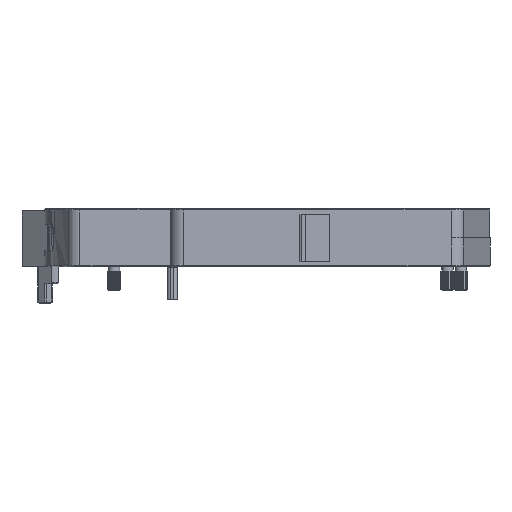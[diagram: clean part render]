
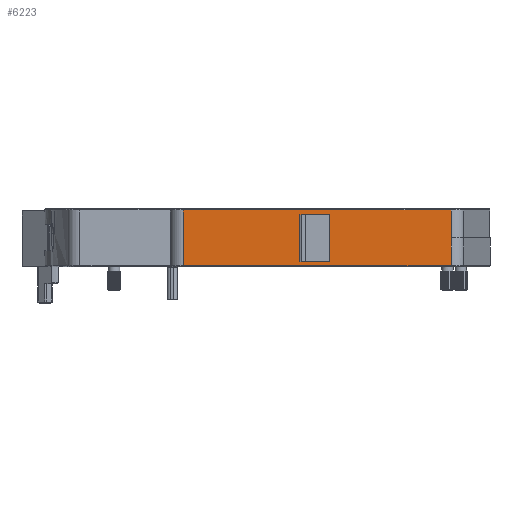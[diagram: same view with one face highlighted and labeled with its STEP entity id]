
A CAD part, left-side view. The second image highlights one B-rep face of the part: STEP entity #6223.
In plain terms, the highlighted planar face has unit normal (-1, 0, 0).
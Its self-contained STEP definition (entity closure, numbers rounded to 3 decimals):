
#1007 = EDGE_CURVE ( 'NONE', #4933, #39553, #16559, .T. ) ;
#2759 = DIRECTION ( 'NONE',  ( 0., 0., -1. ) ) ;
#3301 = EDGE_CURVE ( 'NONE', #28114, #39553, #35047, .T. ) ;
#3846 = CARTESIAN_POINT ( 'NONE',  ( -35.818, -14.756, -4.501 ) ) ;
#4581 = EDGE_LOOP ( 'NONE', ( #42684, #50934, #38831, #9914 ) ) ;
#4813 = CARTESIAN_POINT ( 'NONE',  ( -35.818, 9.377, -4.501 ) ) ;
#4933 = VERTEX_POINT ( 'NONE', #35055 ) ;
#6223 = ADVANCED_FACE ( 'NONE', ( #32740, #33056 ), #55892, .T. ) ;
#9914 = ORIENTED_EDGE ( 'NONE', *, *, #1007, .T. ) ;
#10460 = VECTOR ( 'NONE', #2759, 1000. ) ;
#11167 = VERTEX_POINT ( 'NONE', #18902 ) ;
#11255 = EDGE_CURVE ( 'NONE', #11167, #13289, #35794, .T. ) ;
#13156 = VERTEX_POINT ( 'NONE', #52536 ) ;
#13289 = VERTEX_POINT ( 'NONE', #50385 ) ;
#13389 = LINE ( 'NONE', #43269, #47750 ) ;
#13829 = EDGE_LOOP ( 'NONE', ( #14519, #28884, #44199, #28090, #39540, #20471 ) ) ;
#14519 = ORIENTED_EDGE ( 'NONE', *, *, #11255, .T. ) ;
#16161 = VECTOR ( 'NONE', #51450, 1000. ) ;
#16559 = LINE ( 'NONE', #51578, #16161 ) ;
#18502 = CARTESIAN_POINT ( 'NONE',  ( -35.818, -33.539, -4.301 ) ) ;
#18698 = VECTOR ( 'NONE', #49614, 1000. ) ;
#18902 = CARTESIAN_POINT ( 'NONE',  ( -35.818, 7.944, 4.299 ) ) ;
#19562 = VECTOR ( 'NONE', #31974, 1000. ) ;
#20252 = LINE ( 'NONE', #47826, #27509 ) ;
#20322 = VERTEX_POINT ( 'NONE', #27093 ) ;
#20471 = ORIENTED_EDGE ( 'NONE', *, *, #22434, .T. ) ;
#21045 = VECTOR ( 'NONE', #53502, 1000. ) ;
#21446 = DIRECTION ( 'NONE',  ( -1., 0., 0. ) ) ;
#21721 = EDGE_CURVE ( 'NONE', #13156, #36930, #20252, .T. ) ;
#21883 = EDGE_CURVE ( 'NONE', #20322, #13156, #13389, .T. ) ;
#21938 = CARTESIAN_POINT ( 'NONE',  ( -35.818, -33.539, -4.301 ) ) ;
#22370 = LINE ( 'NONE', #45565, #21045 ) ;
#22434 = EDGE_CURVE ( 'NONE', #42022, #11167, #51484, .T. ) ;
#22796 = DIRECTION ( 'NONE',  ( 0., -1., 0. ) ) ;
#23565 = CARTESIAN_POINT ( 'NONE',  ( -35.818, -10.131, 3.599 ) ) ;
#25792 = LINE ( 'NONE', #21938, #37277 ) ;
#26314 = VERTEX_POINT ( 'NONE', #39361 ) ;
#27093 = CARTESIAN_POINT ( 'NONE',  ( -35.818, -33.541, -0.001 ) ) ;
#27509 = VECTOR ( 'NONE', #47488, 1000. ) ;
#28090 = ORIENTED_EDGE ( 'NONE', *, *, #21883, .F. ) ;
#28114 = VERTEX_POINT ( 'NONE', #42257 ) ;
#28884 = ORIENTED_EDGE ( 'NONE', *, *, #31274, .T. ) ;
#29278 = DIRECTION ( 'NONE',  ( 0., 0., 1. ) ) ;
#29897 = EDGE_CURVE ( 'NONE', #28114, #26314, #51973, .T. ) ;
#31133 = CARTESIAN_POINT ( 'NONE',  ( -35.818, -33.541, 4.299 ) ) ;
#31274 = EDGE_CURVE ( 'NONE', #13289, #36930, #25792, .T. ) ;
#31974 = DIRECTION ( 'NONE',  ( 0., 1., 0. ) ) ;
#32022 = CARTESIAN_POINT ( 'NONE',  ( -35.818, 7.944, 4.299 ) ) ;
#32397 = CARTESIAN_POINT ( 'NONE',  ( -35.818, 7.944, -4.501 ) ) ;
#32740 = FACE_BOUND ( 'NONE', #4581, .T. ) ;
#33056 = FACE_OUTER_BOUND ( 'NONE', #13829, .T. ) ;
#33537 = LINE ( 'NONE', #41841, #10460 ) ;
#33911 = AXIS2_PLACEMENT_3D ( 'NONE', #4813, #21446, #29278 ) ;
#34974 = VECTOR ( 'NONE', #56194, 1000. ) ;
#35047 = LINE ( 'NONE', #42968, #34974 ) ;
#35055 = CARTESIAN_POINT ( 'NONE',  ( -35.818, -10.131, -3.701 ) ) ;
#35699 = VECTOR ( 'NONE', #37833, 1000. ) ;
#35794 = LINE ( 'NONE', #32397, #35699 ) ;
#36930 = VERTEX_POINT ( 'NONE', #18502 ) ;
#37277 = VECTOR ( 'NONE', #22796, 1000. ) ;
#37678 = EDGE_CURVE ( 'NONE', #26314, #4933, #22370, .T. ) ;
#37833 = DIRECTION ( 'NONE',  ( 0., 0., -1. ) ) ;
#38831 = ORIENTED_EDGE ( 'NONE', *, *, #37678, .T. ) ;
#39361 = CARTESIAN_POINT ( 'NONE',  ( -35.818, -14.756, -3.701 ) ) ;
#39540 = ORIENTED_EDGE ( 'NONE', *, *, #42596, .F. ) ;
#39553 = VERTEX_POINT ( 'NONE', #23565 ) ;
#41841 = CARTESIAN_POINT ( 'NONE',  ( -35.818, -33.541, -60.027 ) ) ;
#42022 = VERTEX_POINT ( 'NONE', #31133 ) ;
#42257 = CARTESIAN_POINT ( 'NONE',  ( -35.818, -14.756, 3.599 ) ) ;
#42596 = EDGE_CURVE ( 'NONE', #42022, #20322, #33537, .T. ) ;
#42684 = ORIENTED_EDGE ( 'NONE', *, *, #3301, .F. ) ;
#42968 = CARTESIAN_POINT ( 'NONE',  ( -35.818, 12.944, 3.599 ) ) ;
#43269 = CARTESIAN_POINT ( 'NONE',  ( -35.818, 12.944, -0.001 ) ) ;
#43312 = DIRECTION ( 'NONE',  ( 0., 1., 0. ) ) ;
#44199 = ORIENTED_EDGE ( 'NONE', *, *, #21721, .F. ) ;
#45565 = CARTESIAN_POINT ( 'NONE',  ( -35.818, 9.377, -3.701 ) ) ;
#47488 = DIRECTION ( 'NONE',  ( 0., 0., -1. ) ) ;
#47750 = VECTOR ( 'NONE', #43312, 1000. ) ;
#47826 = CARTESIAN_POINT ( 'NONE',  ( -35.818, -33.539, -4.501 ) ) ;
#49614 = DIRECTION ( 'NONE',  ( 0., 0., -1. ) ) ;
#50385 = CARTESIAN_POINT ( 'NONE',  ( -35.818, 7.944, -4.301 ) ) ;
#50934 = ORIENTED_EDGE ( 'NONE', *, *, #29897, .T. ) ;
#51450 = DIRECTION ( 'NONE',  ( 0., 0., 1. ) ) ;
#51484 = LINE ( 'NONE', #32022, #19562 ) ;
#51578 = CARTESIAN_POINT ( 'NONE',  ( -35.818, -10.131, -4.501 ) ) ;
#51973 = LINE ( 'NONE', #3846, #18698 ) ;
#52536 = CARTESIAN_POINT ( 'NONE',  ( -35.818, -33.539, -0.001 ) ) ;
#53502 = DIRECTION ( 'NONE',  ( 0., 1., 0. ) ) ;
#55892 = PLANE ( 'NONE',  #33911 ) ;
#56194 = DIRECTION ( 'NONE',  ( 0., 1., 0. ) ) ;
